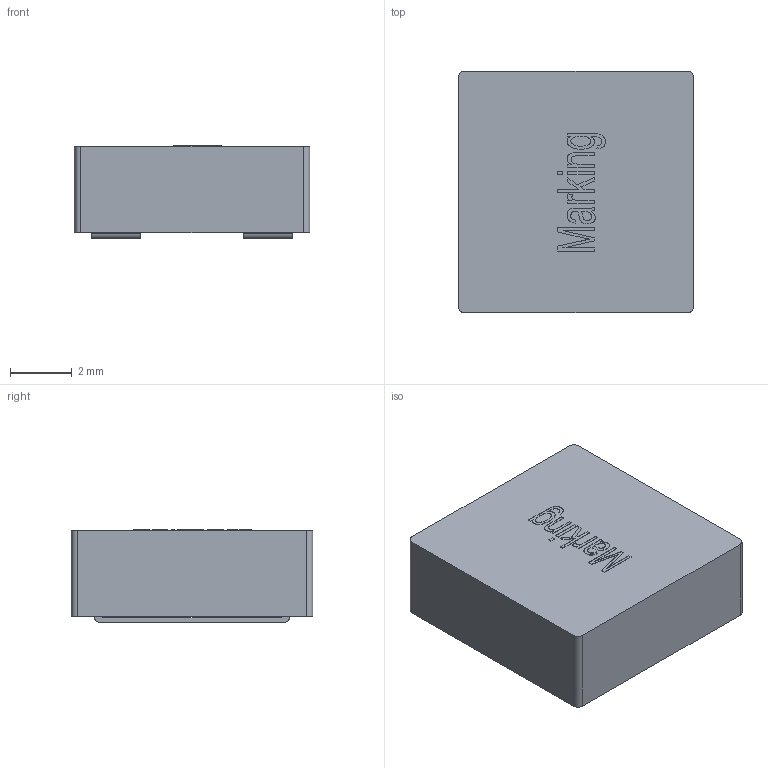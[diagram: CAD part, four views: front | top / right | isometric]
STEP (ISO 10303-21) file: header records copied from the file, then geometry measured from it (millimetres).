
FILE_DESCRIPTION(/* description */ (''),/* implementation_level */ '2;1');
FILE_NAME(/* name */ 'TMPF0703A-2R2.stp',/* time_stamp */ '2018-11-01T08:13:27+08:00',/* author */ (''),/* organization */ (''),/* preprocessor_version */ 'ST-DEVELOPER v16.7',/* originating_system */ 'SIEMENS PLM Software NX 12.0',/* authorisation */ '');
FILE_SCHEMA (('AUTOMOTIVE_DESIGN { 1 0 10303 214 3 1 1 1 }'));
Length unit declared in the file: millimetre
Products named in the file (1): TMPF0703A-2R2
Bounding box: 7.6 x 7.8 x 2.98 mm (x, y, z)
Surface area: 851.4 mm2
Topology: 13 solids, 13 shells, 208 faces, 534 edges, 356 vertices
Faces by surface type: plane 133, extrusion 45, cylinder 17, cone 8, bspline 5
Full cylindrical faces by diameter (mm): 3.2 x2
Entity records: 8551 total; most frequent: CARTESIAN_POINT 3680, ORIENTED_EDGE 1062, DIRECTION 746, EDGE_CURVE 531, VERTEX_POINT 356, VECTOR 328, LINE 283, B_SPLINE_CURVE_WITH_KNOTS 243
